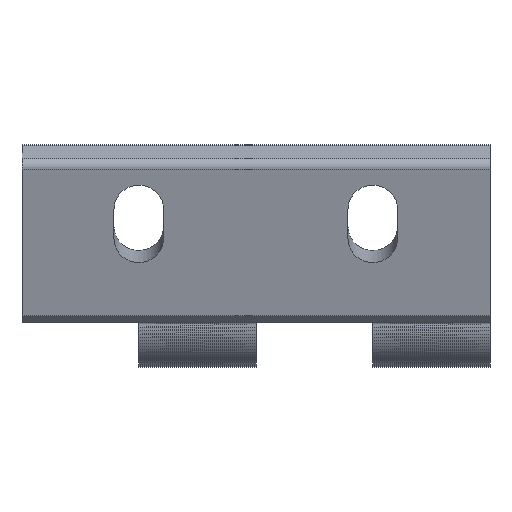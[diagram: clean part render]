
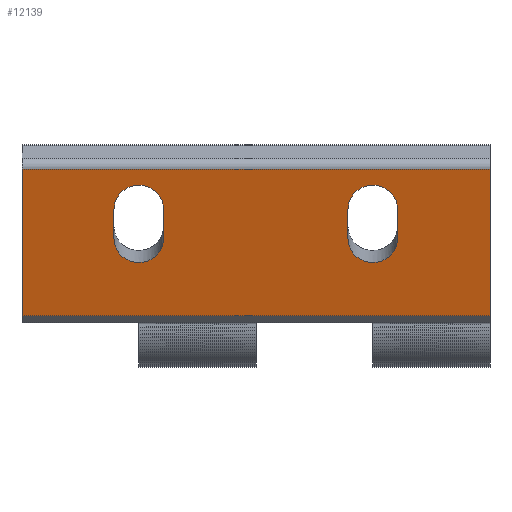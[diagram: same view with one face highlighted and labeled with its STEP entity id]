
A CAD part, top view. The second image highlights one B-rep face of the part: STEP entity #12139.
In plain terms, the highlighted planar face has unit normal (0, -0.259, 0.966).
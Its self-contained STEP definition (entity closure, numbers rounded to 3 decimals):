
#92=FACE_BOUND('',#1853,.T.);
#93=FACE_BOUND('',#1854,.T.);
#99=PLANE('',#13029);
#973=FACE_OUTER_BOUND('',#1852,.T.);
#1852=EDGE_LOOP('',(#8836,#8837,#8838,#8839));
#1853=EDGE_LOOP('',(#8840,#8841,#8842,#8843));
#1854=EDGE_LOOP('',(#8844,#8845,#8846,#8847));
#2743=LINE('',#17617,#4393);
#2903=LINE('',#17938,#4553);
#2904=LINE('',#17941,#4554);
#2905=LINE('',#17942,#4555);
#2906=LINE('',#17945,#4556);
#2907=LINE('',#17949,#4557);
#2908=LINE('',#17953,#4558);
#2909=LINE('',#17957,#4559);
#4393=VECTOR('',#14021,10.);
#4553=VECTOR('',#14185,10.);
#4554=VECTOR('',#14188,10.);
#4555=VECTOR('',#14189,10.);
#4556=VECTOR('',#14190,10.);
#4557=VECTOR('',#14193,10.);
#4558=VECTOR('',#14196,10.);
#4559=VECTOR('',#14199,10.);
#6041=CIRCLE('',#13030,2.65);
#6042=CIRCLE('',#13031,2.65);
#6043=CIRCLE('',#13032,2.65);
#6044=CIRCLE('',#13033,2.65);
#6064=VERTEX_POINT('',#17614);
#6065=VERTEX_POINT('',#17616);
#6224=VERTEX_POINT('',#17936);
#6225=VERTEX_POINT('',#17940);
#6226=VERTEX_POINT('',#17943);
#6227=VERTEX_POINT('',#17944);
#6228=VERTEX_POINT('',#17946);
#6229=VERTEX_POINT('',#17948);
#6230=VERTEX_POINT('',#17951);
#6231=VERTEX_POINT('',#17952);
#6232=VERTEX_POINT('',#17954);
#6233=VERTEX_POINT('',#17956);
#6930=EDGE_CURVE('',#6064,#6065,#2743,.T.);
#7091=EDGE_CURVE('',#6224,#6064,#2903,.T.);
#7092=EDGE_CURVE('',#6224,#6225,#2904,.T.);
#7093=EDGE_CURVE('',#6225,#6065,#2905,.T.);
#7094=EDGE_CURVE('',#6226,#6227,#2906,.T.);
#7095=EDGE_CURVE('',#6227,#6228,#6041,.T.);
#7096=EDGE_CURVE('',#6228,#6229,#2907,.T.);
#7097=EDGE_CURVE('',#6229,#6226,#6042,.T.);
#7098=EDGE_CURVE('',#6230,#6231,#2908,.T.);
#7099=EDGE_CURVE('',#6231,#6232,#6043,.T.);
#7100=EDGE_CURVE('',#6232,#6233,#2909,.T.);
#7101=EDGE_CURVE('',#6233,#6230,#6044,.T.);
#8836=ORIENTED_EDGE('',*,*,#7091,.F.);
#8837=ORIENTED_EDGE('',*,*,#7092,.T.);
#8838=ORIENTED_EDGE('',*,*,#7093,.T.);
#8839=ORIENTED_EDGE('',*,*,#6930,.F.);
#8840=ORIENTED_EDGE('',*,*,#7094,.T.);
#8841=ORIENTED_EDGE('',*,*,#7095,.T.);
#8842=ORIENTED_EDGE('',*,*,#7096,.T.);
#8843=ORIENTED_EDGE('',*,*,#7097,.T.);
#8844=ORIENTED_EDGE('',*,*,#7098,.T.);
#8845=ORIENTED_EDGE('',*,*,#7099,.T.);
#8846=ORIENTED_EDGE('',*,*,#7100,.T.);
#8847=ORIENTED_EDGE('',*,*,#7101,.T.);
#12139=ADVANCED_FACE('',(#973,#92,#93),#99,.T.);
#13029=AXIS2_PLACEMENT_3D('',#17939,#14186,#14187);
#13030=AXIS2_PLACEMENT_3D('',#17947,#14191,#14192);
#13031=AXIS2_PLACEMENT_3D('',#17950,#14194,#14195);
#13032=AXIS2_PLACEMENT_3D('',#17955,#14197,#14198);
#13033=AXIS2_PLACEMENT_3D('',#17958,#14200,#14201);
#14021=DIRECTION('',(0.,-0.966,-0.259));
#14185=DIRECTION('',(1.,0.,0.));
#14186=DIRECTION('center_axis',(0.,-0.259,
0.966));
#14187=DIRECTION('ref_axis',(-1.,0.,0.));
#14188=DIRECTION('',(0.,-0.966,-0.259));
#14189=DIRECTION('',(1.,0.,0.));
#14190=DIRECTION('',(0.,-0.966,-0.259));
#14191=DIRECTION('center_axis',(0.,0.259,
-0.966));
#14192=DIRECTION('ref_axis',(1.,0.,0.));
#14193=DIRECTION('',(0.,0.966,0.259));
#14194=DIRECTION('center_axis',(0.,0.259,
-0.966));
#14195=DIRECTION('ref_axis',(-1.,0.,0.));
#14196=DIRECTION('',(0.,0.966,0.259));
#14197=DIRECTION('center_axis',(0.,0.259,
-0.966));
#14198=DIRECTION('ref_axis',(-1.,0.,0.));
#14199=DIRECTION('',(0.,-0.966,-0.259));
#14200=DIRECTION('center_axis',(0.,0.259,
-0.966));
#14201=DIRECTION('ref_axis',(1.,0.,0.));
#17614=CARTESIAN_POINT('',(116.293,510.311,-542.385));
#17616=CARTESIAN_POINT('',(116.293,494.657,-546.579));
#17617=CARTESIAN_POINT('',(116.293,510.119,-542.436));
#17936=CARTESIAN_POINT('',(66.293,510.311,-542.385));
#17938=CARTESIAN_POINT('',(109.884,510.311,-542.385));
#17939=CARTESIAN_POINT('Origin',(103.475,500.376,-545.047));
#17940=CARTESIAN_POINT('',(66.293,494.657,-546.579));
#17941=CARTESIAN_POINT('',(66.293,510.119,-542.436));
#17942=CARTESIAN_POINT('',(66.293,494.657,-546.579));
#17943=CARTESIAN_POINT('',(106.422,506.025,-543.533));
#17944=CARTESIAN_POINT('',(106.422,502.877,-544.377));
#17945=CARTESIAN_POINT('',(106.422,501.626,-544.712));
#17946=CARTESIAN_POINT('',(101.122,502.877,-544.377));
#17947=CARTESIAN_POINT('Origin',(103.772,502.877,-544.377));
#17948=CARTESIAN_POINT('',(101.122,506.025,-543.533));
#17949=CARTESIAN_POINT('',(101.122,503.201,-544.29));
#17950=CARTESIAN_POINT('Origin',(103.772,506.025,-543.533));
#17951=CARTESIAN_POINT('',(76.122,502.877,-544.377));
#17952=CARTESIAN_POINT('',(76.122,506.025,-543.533));
#17953=CARTESIAN_POINT('',(76.122,503.201,-544.29));
#17954=CARTESIAN_POINT('',(81.422,506.025,-543.533));
#17955=CARTESIAN_POINT('Origin',(78.772,506.025,-543.533));
#17956=CARTESIAN_POINT('',(81.422,502.877,-544.377));
#17957=CARTESIAN_POINT('',(81.422,501.626,-544.712));
#17958=CARTESIAN_POINT('Origin',(78.772,502.877,-544.377));
